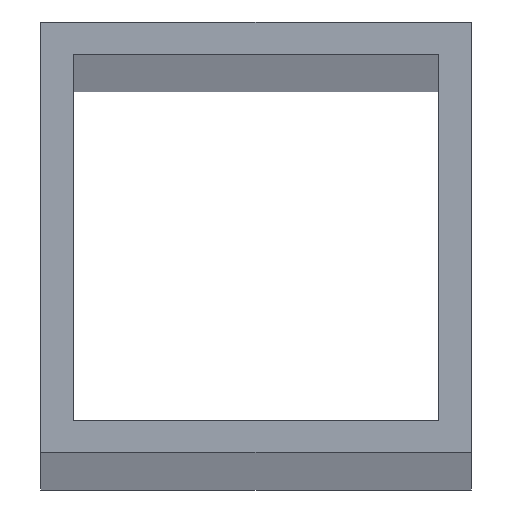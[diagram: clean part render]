
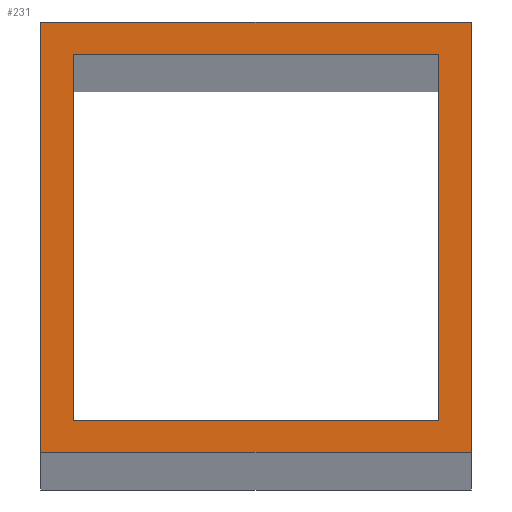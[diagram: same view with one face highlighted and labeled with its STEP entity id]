
A CAD part, top view. The second image highlights one B-rep face of the part: STEP entity #231.
In plain terms, the highlighted planar face has unit normal (0, 0, 1).
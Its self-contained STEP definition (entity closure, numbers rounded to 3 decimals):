
#3 = VERTEX_POINT ( 'NONE', #129 ) ;
#10 = EDGE_CURVE ( 'NONE', #320, #3, #322, .T. ) ;
#13 = EDGE_CURVE ( 'NONE', #3, #327, #353, .T. ) ;
#17 = CARTESIAN_POINT ( 'NONE',  ( -8.5, -8.5, 1000. ) ) ;
#23 = LINE ( 'NONE', #25, #269 ) ;
#25 = CARTESIAN_POINT ( 'NONE',  ( -8.5, 8.5, 1000. ) ) ;
#27 = ORIENTED_EDGE ( 'NONE', *, *, #264, .T. ) ;
#32 = CARTESIAN_POINT ( 'NONE',  ( -10., -10., 1000. ) ) ;
#39 = EDGE_CURVE ( 'NONE', #310, #87, #70, .T. ) ;
#50 = CARTESIAN_POINT ( 'NONE',  ( 10., -10., 1000. ) ) ;
#65 = AXIS2_PLACEMENT_3D ( 'NONE', #112, #366, #368 ) ;
#68 = VECTOR ( 'NONE', #123, 1000. ) ;
#69 = VECTOR ( 'NONE', #338, 1000. ) ;
#70 = LINE ( 'NONE', #211, #293 ) ;
#75 = LINE ( 'NONE', #243, #182 ) ;
#78 = DIRECTION ( 'NONE',  ( 0., 1., 0. ) ) ;
#81 = FACE_BOUND ( 'NONE', #349, .T. ) ;
#87 = VERTEX_POINT ( 'NONE', #245 ) ;
#104 = DIRECTION ( 'NONE',  ( 1., 0., 0. ) ) ;
#107 = CARTESIAN_POINT ( 'NONE',  ( 8.5, 8.5, 1000. ) ) ;
#109 = LINE ( 'NONE', #164, #130 ) ;
#112 = CARTESIAN_POINT ( 'NONE',  ( 0., 0., 1000. ) ) ;
#114 = VERTEX_POINT ( 'NONE', #158 ) ;
#123 = DIRECTION ( 'NONE',  ( -1., 0., 0. ) ) ;
#126 = VERTEX_POINT ( 'NONE', #50 ) ;
#129 = CARTESIAN_POINT ( 'NONE',  ( -10., 10., 1000. ) ) ;
#130 = VECTOR ( 'NONE', #104, 1000. ) ;
#147 = ORIENTED_EDGE ( 'NONE', *, *, #254, .F. ) ;
#154 = EDGE_CURVE ( 'NONE', #255, #114, #23, .T. ) ;
#158 = CARTESIAN_POINT ( 'NONE',  ( -8.5, 8.5, 1000. ) ) ;
#160 = PLANE ( 'NONE',  #65 ) ;
#164 = CARTESIAN_POINT ( 'NONE',  ( -10., -10., 1000. ) ) ;
#179 = CARTESIAN_POINT ( 'NONE',  ( -10., 10., 1000. ) ) ;
#180 = DIRECTION ( 'NONE',  ( 1., 0., 0. ) ) ;
#182 = VECTOR ( 'NONE', #188, 1000. ) ;
#183 = DIRECTION ( 'NONE',  ( 0., -1., 0. ) ) ;
#185 = CARTESIAN_POINT ( 'NONE',  ( -10., -10., 1000. ) ) ;
#186 = EDGE_CURVE ( 'NONE', #114, #310, #75, .T. ) ;
#188 = DIRECTION ( 'NONE',  ( 0., -1., 0. ) ) ;
#198 = ORIENTED_EDGE ( 'NONE', *, *, #39, .F. ) ;
#201 = FACE_OUTER_BOUND ( 'NONE', #238, .T. ) ;
#211 = CARTESIAN_POINT ( 'NONE',  ( -8.5, -8.5, 1000. ) ) ;
#213 = VECTOR ( 'NONE', #78, 1000. ) ;
#225 = DIRECTION ( 'NONE',  ( -1., 0., 0. ) ) ;
#226 = VECTOR ( 'NONE', #183, 1000. ) ;
#231 = ADVANCED_FACE ( 'NONE', ( #201, #81 ), #160, .F. ) ;
#232 = ORIENTED_EDGE ( 'NONE', *, *, #249, .T. ) ;
#233 = ORIENTED_EDGE ( 'NONE', *, *, #154, .F. ) ;
#236 = LINE ( 'NONE', #360, #213 ) ;
#238 = EDGE_LOOP ( 'NONE', ( #232, #296, #283, #27 ) ) ;
#243 = CARTESIAN_POINT ( 'NONE',  ( -8.5, -8.5, 1000. ) ) ;
#245 = CARTESIAN_POINT ( 'NONE',  ( 8.5, -8.5, 1000. ) ) ;
#249 = EDGE_CURVE ( 'NONE', #126, #320, #332, .T. ) ;
#254 = EDGE_CURVE ( 'NONE', #87, #255, #236, .T. ) ;
#255 = VERTEX_POINT ( 'NONE', #107 ) ;
#257 = ORIENTED_EDGE ( 'NONE', *, *, #186, .F. ) ;
#264 = EDGE_CURVE ( 'NONE', #327, #126, #109, .T. ) ;
#269 = VECTOR ( 'NONE', #225, 1000. ) ;
#271 = CARTESIAN_POINT ( 'NONE',  ( 10., -10., 1000. ) ) ;
#276 = CARTESIAN_POINT ( 'NONE',  ( 10., 10., 1000. ) ) ;
#283 = ORIENTED_EDGE ( 'NONE', *, *, #13, .T. ) ;
#293 = VECTOR ( 'NONE', #180, 1000. ) ;
#296 = ORIENTED_EDGE ( 'NONE', *, *, #10, .T. ) ;
#310 = VERTEX_POINT ( 'NONE', #17 ) ;
#320 = VERTEX_POINT ( 'NONE', #276 ) ;
#322 = LINE ( 'NONE', #179, #68 ) ;
#327 = VERTEX_POINT ( 'NONE', #185 ) ;
#332 = LINE ( 'NONE', #271, #69 ) ;
#338 = DIRECTION ( 'NONE',  ( 0., 1., 0. ) ) ;
#349 = EDGE_LOOP ( 'NONE', ( #198, #257, #233, #147 ) ) ;
#353 = LINE ( 'NONE', #32, #226 ) ;
#360 = CARTESIAN_POINT ( 'NONE',  ( 8.5, -8.5, 1000. ) ) ;
#366 = DIRECTION ( 'NONE',  ( 0., 0., -1. ) ) ;
#368 = DIRECTION ( 'NONE',  ( -1., 0., 0. ) ) ;
